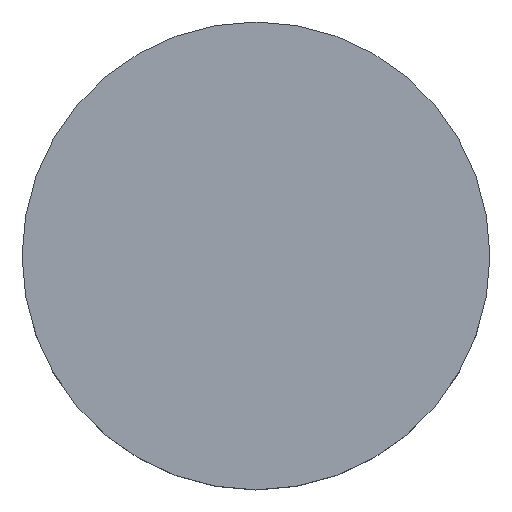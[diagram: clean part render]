
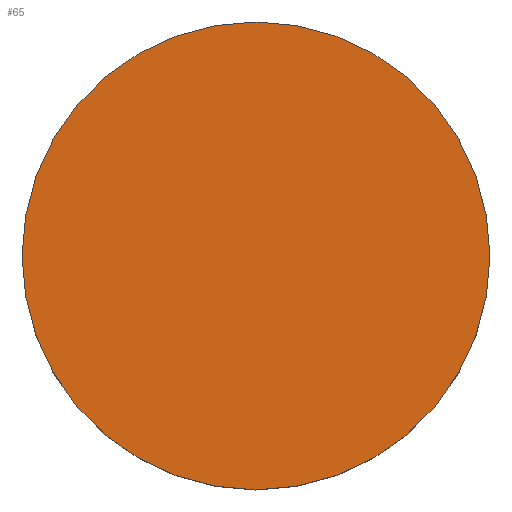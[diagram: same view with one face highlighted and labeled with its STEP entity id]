
A CAD part, top view. The second image highlights one B-rep face of the part: STEP entity #65.
In plain terms, the highlighted planar face has unit normal (0, 0, 1).
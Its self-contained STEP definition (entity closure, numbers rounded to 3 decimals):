
#28 = AXIS2_PLACEMENT_3D ( 'NONE', #215, #218, #191 ) ;
#36 = DIRECTION ( 'NONE',  ( 0., 0., -1. ) ) ;
#42 = VERTEX_POINT ( 'NONE', #199 ) ;
#58 = AXIS2_PLACEMENT_3D ( 'NONE', #89, #226, #185 ) ;
#65 = ADVANCED_FACE ( 'NONE', ( #100 ), #152, .T. ) ;
#70 = CIRCLE ( 'NONE', #83, 6.35 ) ;
#80 = ORIENTED_EDGE ( 'NONE', *, *, #206, .F. ) ;
#83 = AXIS2_PLACEMENT_3D ( 'NONE', #217, #36, #98 ) ;
#86 = ORIENTED_EDGE ( 'NONE', *, *, #221, .F. ) ;
#89 = CARTESIAN_POINT ( 'NONE',  ( 0., 13.158, 2.7 ) ) ;
#98 = DIRECTION ( 'NONE',  ( 1., 0., 0. ) ) ;
#100 = FACE_OUTER_BOUND ( 'NONE', #128, .T. ) ;
#128 = EDGE_LOOP ( 'NONE', ( #86, #80 ) ) ;
#152 = PLANE ( 'NONE',  #58 ) ;
#159 = VERTEX_POINT ( 'NONE', #232 ) ;
#169 = CIRCLE ( 'NONE', #28, 6.35 ) ;
#185 = DIRECTION ( 'NONE',  ( 1., 0., 0. ) ) ;
#191 = DIRECTION ( 'NONE',  ( 1., 0., 0. ) ) ;
#199 = CARTESIAN_POINT ( 'NONE',  ( 6.35, 0., 2.7 ) ) ;
#206 = EDGE_CURVE ( 'NONE', #159, #42, #169, .T. ) ;
#215 = CARTESIAN_POINT ( 'NONE',  ( 0., 0., 2.7 ) ) ;
#217 = CARTESIAN_POINT ( 'NONE',  ( 0., 0., 2.7 ) ) ;
#218 = DIRECTION ( 'NONE',  ( 0., 0., -1. ) ) ;
#221 = EDGE_CURVE ( 'NONE', #42, #159, #70, .T. ) ;
#226 = DIRECTION ( 'NONE',  ( 0., 0., 1. ) ) ;
#232 = CARTESIAN_POINT ( 'NONE',  ( -6.35, 0., 2.7 ) ) ;
